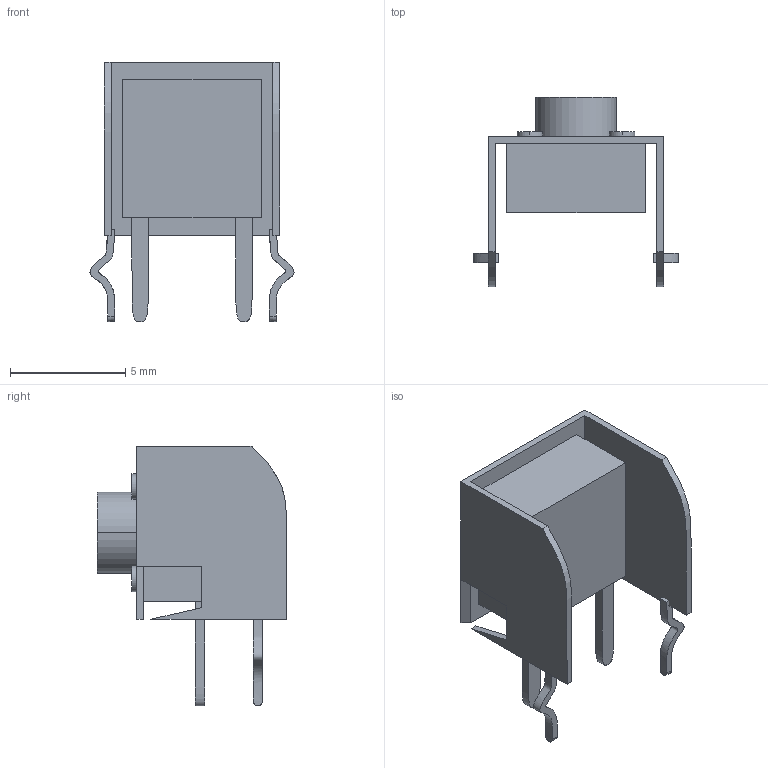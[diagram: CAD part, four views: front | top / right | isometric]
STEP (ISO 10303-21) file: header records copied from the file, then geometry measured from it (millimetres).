
FILE_DESCRIPTION (( 'STEP AP214' ), '1' );
FILE_NAME ('User Library-Key4-90.STEP', '2019-06-06T09:19:24', ( '' ), ( '' ), 'SwSTEP 2.0', 'SolidWorks 2019', '' );
FILE_SCHEMA (( 'AUTOMOTIVE_DESIGN' ));
Length unit declared in the file: millimetre
Products named in the file (1): User Library-Key4-90
Bounding box: 8.84 x 8.2 x 11.25 mm (x, y, z)
Volume: 170.3 mm3; surface area: 487.2 mm2
Topology: 6 solids, 6 shells, 75 faces, 170 edges, 112 vertices
Faces by surface type: plane 43, cylinder 22, bspline 10
Entity records: 2619 total; most frequent: CARTESIAN_POINT 866, ORIENTED_EDGE 340, DIRECTION 318, EDGE_CURVE 170, VERTEX_POINT 112, AXIS2_PLACEMENT_3D 106, LINE 106, VECTOR 106
